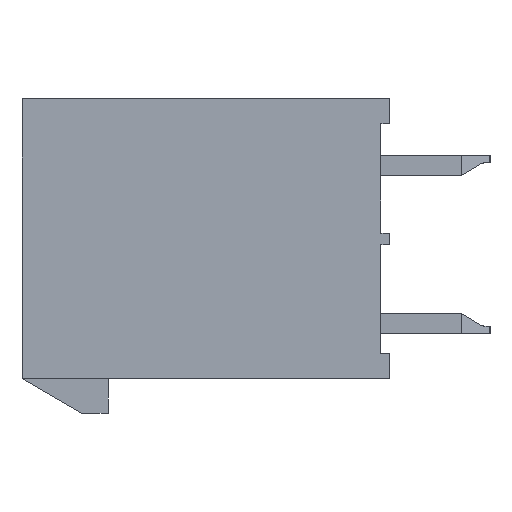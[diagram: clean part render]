
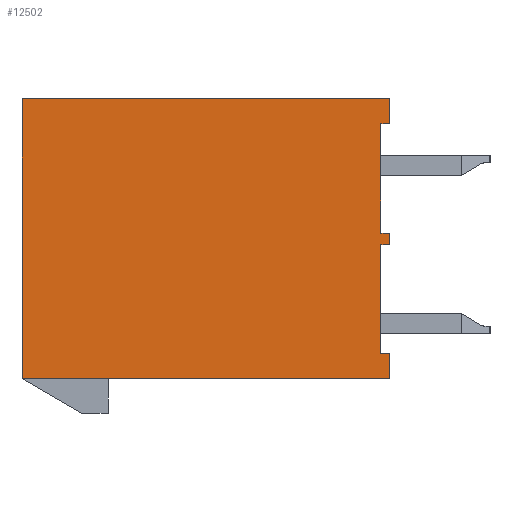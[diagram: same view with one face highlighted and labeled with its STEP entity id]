
A CAD part, left-side view. The second image highlights one B-rep face of the part: STEP entity #12502.
In plain terms, the highlighted planar face has unit normal (-1, 0, 0).
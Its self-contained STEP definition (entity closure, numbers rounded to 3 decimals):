
#473=DIRECTION('',(0.,-1.,0.));
#474=VECTOR('',#473,12.8);
#475=CARTESIAN_POINT('',(-19.5,12.8,9.75));
#476=LINE('5894',#475,#474);
#1047=DIRECTION('',(0.,-1.,0.));
#1048=VECTOR('',#1047,12.8);
#1049=CARTESIAN_POINT('',(-19.5,12.8,0.));
#1050=LINE('5895',#1049,#1048);
#1051=DIRECTION('',(0.,0.,1.));
#1052=VECTOR('',#1051,9.75);
#1053=CARTESIAN_POINT('',(-19.5,12.8,0.));
#1054=LINE('5896',#1053,#1052);
#1055=DIRECTION('',(0.,0.,1.));
#1056=VECTOR('',#1055,3.8);
#1057=CARTESIAN_POINT('',(-19.5,0.3,5.075));
#1058=LINE('5817',#1057,#1056);
#1059=DIRECTION('',(0.,1.,0.));
#1060=VECTOR('',#1059,0.3);
#1061=CARTESIAN_POINT('',(-19.5,0.,5.075));
#1062=LINE('5814',#1061,#1060);
#1063=DIRECTION('',(0.,0.,1.));
#1064=VECTOR('',#1063,0.4);
#1065=CARTESIAN_POINT('',(-19.5,0.,4.675));
#1066=LINE('5834',#1065,#1064);
#1067=DIRECTION('',(0.,-1.,0.));
#1068=VECTOR('',#1067,0.3);
#1069=CARTESIAN_POINT('',(-19.5,0.3,4.675));
#1070=LINE('5833',#1069,#1068);
#1071=DIRECTION('',(0.,1.,0.));
#1072=VECTOR('',#1071,0.3);
#1073=CARTESIAN_POINT('',(-19.5,0.,0.875));
#1074=LINE('5836',#1073,#1072);
#1075=DIRECTION('',(0.,0.,1.));
#1076=VECTOR('',#1075,0.875);
#1077=CARTESIAN_POINT('',(-19.5,0.,0.));
#1078=LINE('5899',#1077,#1076);
#1099=DIRECTION('',(0.,0.,-1.));
#1100=VECTOR('',#1099,3.8);
#1101=CARTESIAN_POINT('',(-19.5,0.3,4.675));
#1102=LINE('5835',#1101,#1100);
#2507=DIRECTION('',(0.,0.,1.));
#2508=VECTOR('',#2507,0.875);
#2509=CARTESIAN_POINT('',(-19.5,0.,8.875));
#2510=LINE('5897',#2509,#2508);
#2539=DIRECTION('',(0.,1.,0.));
#2540=VECTOR('',#2539,0.3);
#2541=CARTESIAN_POINT('',(-19.5,0.,8.875));
#2542=LINE('5820',#2541,#2540);
#10469=CARTESIAN_POINT('',(-19.5,0.,5.075));
#10470=CARTESIAN_POINT('',(-19.5,0.3,5.075));
#10471=VERTEX_POINT('',#10469);
#10472=VERTEX_POINT('',#10470);
#10477=CARTESIAN_POINT('',(-19.5,0.3,8.875));
#10478=VERTEX_POINT('',#10477);
#10481=CARTESIAN_POINT('',(-19.5,0.,8.875));
#10482=VERTEX_POINT('',#10481);
#10503=CARTESIAN_POINT('',(-19.5,0.3,4.675));
#10504=VERTEX_POINT('',#10503);
#10505=CARTESIAN_POINT('',(-19.5,0.,4.675));
#10506=VERTEX_POINT('',#10505);
#10507=CARTESIAN_POINT('',(-19.5,0.3,0.875));
#10508=VERTEX_POINT('',#10507);
#10509=CARTESIAN_POINT('',(-19.5,0.,0.875));
#10510=VERTEX_POINT('',#10509);
#10577=CARTESIAN_POINT('',(-19.5,12.8,9.75));
#10578=CARTESIAN_POINT('',(-19.5,0.,9.75));
#10579=VERTEX_POINT('',#10577);
#10580=VERTEX_POINT('',#10578);
#10581=CARTESIAN_POINT('',(-19.5,12.8,0.));
#10582=CARTESIAN_POINT('',(-19.5,0.,0.));
#10583=VERTEX_POINT('',#10581);
#10584=VERTEX_POINT('',#10582);
#12477=CARTESIAN_POINT('',(-19.5,6.4,4.875));
#12478=DIRECTION('',(-1.,0.,0.));
#12479=DIRECTION('',(0.,0.,1.));
#12480=AXIS2_PLACEMENT_3D('',#12477,#12478,#12479);
#12481=PLANE('4022',#12480);
#12483=ORIENTED_EDGE('5899',*,*,#12482,.F.);
#12484=ORIENTED_EDGE('5895',*,*,#11207,.F.);
#12485=ORIENTED_EDGE('5896',*,*,#11671,.T.);
#12486=ORIENTED_EDGE('5894',*,*,#11653,.T.);
#12488=ORIENTED_EDGE('5897',*,*,#12487,.F.);
#12490=ORIENTED_EDGE('5820',*,*,#12489,.T.);
#12492=ORIENTED_EDGE('5817',*,*,#12491,.F.);
#12493=ORIENTED_EDGE('5814',*,*,#11449,.F.);
#12494=ORIENTED_EDGE('5834',*,*,#11426,.F.);
#12495=ORIENTED_EDGE('5833',*,*,#11411,.F.);
#12497=ORIENTED_EDGE('5835',*,*,#12496,.T.);
#12499=ORIENTED_EDGE('5836',*,*,#12498,.F.);
#12500=EDGE_LOOP('4022',(#12483,#12484,#12485,#12486,#12488,#12490,#12492,
#12493,#12494,#12495,#12497,#12499));
#12501=FACE_OUTER_BOUND('4022',#12500,.F.);
#12502=ADVANCED_FACE('4022',(#12501),#12481,.T.);
#11207=EDGE_CURVE('5895',#10583,#10584,#1050,.T.);
#11411=EDGE_CURVE('5833',#10504,#10506,#1070,.T.);
#11426=EDGE_CURVE('5834',#10506,#10471,#1066,.T.);
#11449=EDGE_CURVE('5814',#10471,#10472,#1062,.T.);
#11653=EDGE_CURVE('5894',#10579,#10580,#476,.T.);
#11671=EDGE_CURVE('5896',#10583,#10579,#1054,.T.);
#12482=EDGE_CURVE('5899',#10584,#10510,#1078,.T.);
#12487=EDGE_CURVE('5897',#10482,#10580,#2510,.T.);
#12489=EDGE_CURVE('5820',#10482,#10478,#2542,.T.);
#12491=EDGE_CURVE('5817',#10472,#10478,#1058,.T.);
#12496=EDGE_CURVE('5835',#10504,#10508,#1102,.T.);
#12498=EDGE_CURVE('5836',#10510,#10508,#1074,.T.);
